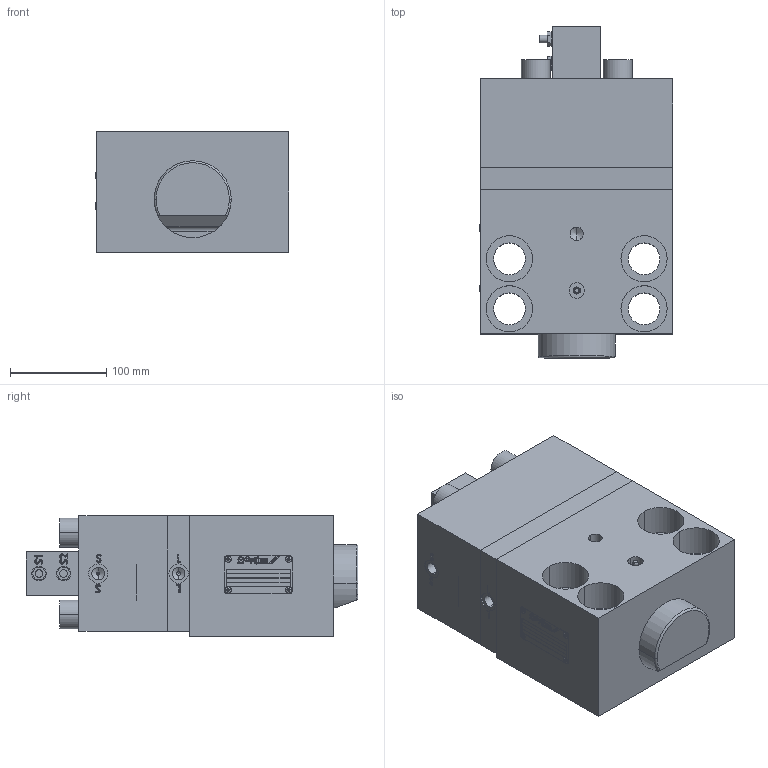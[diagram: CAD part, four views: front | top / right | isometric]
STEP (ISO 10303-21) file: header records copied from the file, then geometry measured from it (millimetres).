
FILE_DESCRIPTION(('STEP AP214'),'1');
FILE_NAME('38466508_HKS250_R_E.stp','2019-09-04T09:07:54',(' '),(' '),'Spatial InterOp 3D',' ',' ');
FILE_SCHEMA(('automotive_design'));
Length unit declared in the file: millimetre
Products named in the file (25): 1; 2; 3; 4; 5; 6; 7; 8; 9; 10; 11; 12; 13; 14; 15; 16; 17; 18; 19; 20; 21; 22; 23; 24; 25
Bounding box: 201.5 x 344.98 x 125 mm (x, y, z)
Volume: 5645994.8 mm3; surface area: 598915.9 mm2
Topology: 25 solids, 25 shells, 1378 faces, 3445 edges, 2234 vertices
Faces by surface type: plane 642, cylinder 315, extrusion 266, cone 66, torus 49, sphere 24, bspline 8, revolution 8
Entity records: 54030 total; most frequent: CARTESIAN_POINT 9893, ORIENTED_EDGE 6786, DIRECTION 6248, EDGE_CURVE 3393, VERTEX_POINT 2234, VECTOR 2222, AXIS2_PLACEMENT_3D 2009, LINE 1956
